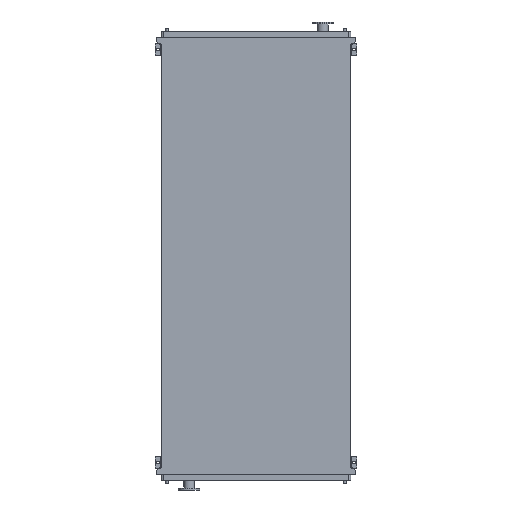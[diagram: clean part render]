
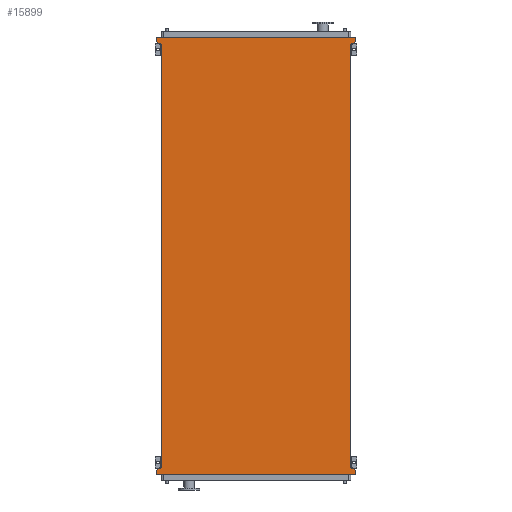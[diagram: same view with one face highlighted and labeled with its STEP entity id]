
A CAD part, front view. The second image highlights one B-rep face of the part: STEP entity #15899.
In plain terms, the highlighted planar face has unit normal (0, -1, 0).
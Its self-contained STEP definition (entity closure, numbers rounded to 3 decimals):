
#174 = CARTESIAN_POINT ( 'NONE',  ( 1011., 0., 95. ) ) ;
#731 = CARTESIAN_POINT ( 'NONE',  ( 965., 0., -4250. ) ) ;
#793 = CARTESIAN_POINT ( 'NONE',  ( 1011., 0., 53. ) ) ;
#1055 = CARTESIAN_POINT ( 'NONE',  ( 1011., 0., -4303. ) ) ;
#1088 = VERTEX_POINT ( 'NONE', #4796 ) ;
#1675 = CARTESIAN_POINT ( 'NONE',  ( -1011., 0., -4303. ) ) ;
#1938 = CARTESIAN_POINT ( 'NONE',  ( -1011., 0., 53. ) ) ;
#1956 = ORIENTED_EDGE ( 'NONE', *, *, #17595, .F. ) ;
#2079 = CARTESIAN_POINT ( 'NONE',  ( -1011., 0., 95. ) ) ;
#2557 = EDGE_CURVE ( 'NONE', #18943, #11567, #11679, .T. ) ;
#3045 = DIRECTION ( 'NONE',  ( 0.655, 0., 0.755 ) ) ;
#3086 = EDGE_CURVE ( 'NONE', #1088, #11186, #15130, .T. ) ;
#3096 = VECTOR ( 'NONE', #13946, 1000. ) ;
#3199 = CARTESIAN_POINT ( 'NONE',  ( -965., 0., -4250. ) ) ;
#3786 = VERTEX_POINT ( 'NONE', #731 ) ;
#4559 = ORIENTED_EDGE ( 'NONE', *, *, #6988, .F. ) ;
#4796 = CARTESIAN_POINT ( 'NONE',  ( -1011., 0., -4345. ) ) ;
#5080 = VECTOR ( 'NONE', #16538, 1000. ) ;
#5282 = EDGE_CURVE ( 'NONE', #3786, #11567, #7267, .T. ) ;
#5462 = LINE ( 'NONE', #1675, #13393 ) ;
#5472 = CARTESIAN_POINT ( 'NONE',  ( 1011., 0., -4345. ) ) ;
#5488 = VERTEX_POINT ( 'NONE', #7007 ) ;
#5549 = CARTESIAN_POINT ( 'NONE',  ( 965., 0., 0. ) ) ;
#5686 = LINE ( 'NONE', #5472, #16168 ) ;
#6261 = LINE ( 'NONE', #15500, #13723 ) ;
#6272 = ORIENTED_EDGE ( 'NONE', *, *, #3086, .F. ) ;
#6377 = ORIENTED_EDGE ( 'NONE', *, *, #11832, .F. ) ;
#6558 = VECTOR ( 'NONE', #13005, 1000. ) ;
#6988 = EDGE_CURVE ( 'NONE', #15781, #10161, #6261, .T. ) ;
#7007 = CARTESIAN_POINT ( 'NONE',  ( -965., 0., -4250. ) ) ;
#7255 = VECTOR ( 'NONE', #8062, 1000. ) ;
#7267 = LINE ( 'NONE', #12420, #14710 ) ;
#8062 = DIRECTION ( 'NONE',  ( -0.655, 0., -0.755 ) ) ;
#8154 = DIRECTION ( 'NONE',  ( 0., -1., 0. ) ) ;
#9059 = LINE ( 'NONE', #174, #5080 ) ;
#9099 = CARTESIAN_POINT ( 'NONE',  ( -1011., 0., -4303. ) ) ;
#9190 = CARTESIAN_POINT ( 'NONE',  ( -1011., 0., -4345. ) ) ;
#9594 = DIRECTION ( 'NONE',  ( -0.655, 0., 0.755 ) ) ;
#9943 = DIRECTION ( 'NONE',  ( 0., 0., 1. ) ) ;
#10161 = VERTEX_POINT ( 'NONE', #1938 ) ;
#10373 = EDGE_CURVE ( 'NONE', #11690, #1088, #5686, .T. ) ;
#10596 = VERTEX_POINT ( 'NONE', #11864 ) ;
#10599 = AXIS2_PLACEMENT_3D ( 'NONE', #17049, #8154, #18531 ) ;
#10640 = VECTOR ( 'NONE', #9943, 1000. ) ;
#10664 = LINE ( 'NONE', #16222, #18092 ) ;
#10921 = EDGE_LOOP ( 'NONE', ( #16972, #18309, #6377, #14701, #12579, #4559, #14565, #12171, #6272, #16265, #1956, #11075 ) ) ;
#10946 = PLANE ( 'NONE',  #10599 ) ;
#10993 = LINE ( 'NONE', #1055, #6558 ) ;
#11075 = ORIENTED_EDGE ( 'NONE', *, *, #13356, .F. ) ;
#11186 = VERTEX_POINT ( 'NONE', #9099 ) ;
#11235 = EDGE_CURVE ( 'NONE', #5488, #15781, #16994, .T. ) ;
#11567 = VERTEX_POINT ( 'NONE', #5549 ) ;
#11679 = LINE ( 'NONE', #18441, #7255 ) ;
#11690 = VERTEX_POINT ( 'NONE', #19017 ) ;
#11832 = EDGE_CURVE ( 'NONE', #12955, #18943, #9059, .T. ) ;
#11864 = CARTESIAN_POINT ( 'NONE',  ( 1011., 0., -4303. ) ) ;
#12114 = CARTESIAN_POINT ( 'NONE',  ( -965., 0., 0. ) ) ;
#12171 = ORIENTED_EDGE ( 'NONE', *, *, #15190, .F. ) ;
#12344 = CARTESIAN_POINT ( 'NONE',  ( 1011., 0., 95. ) ) ;
#12420 = CARTESIAN_POINT ( 'NONE',  ( 965., 0., -4250. ) ) ;
#12579 = ORIENTED_EDGE ( 'NONE', *, *, #19049, .F. ) ;
#12955 = VERTEX_POINT ( 'NONE', #12344 ) ;
#13005 = DIRECTION ( 'NONE',  ( 0., 0., -1. ) ) ;
#13036 = VECTOR ( 'NONE', #15123, 1000. ) ;
#13305 = DIRECTION ( 'NONE',  ( 0.655, 0., -0.755 ) ) ;
#13356 = EDGE_CURVE ( 'NONE', #3786, #10596, #10664, .T. ) ;
#13393 = VECTOR ( 'NONE', #3045, 1000. ) ;
#13723 = VECTOR ( 'NONE', #9594, 1000. ) ;
#13946 = DIRECTION ( 'NONE',  ( 1., 0., 0. ) ) ;
#14406 = DIRECTION ( 'NONE',  ( -1., 0., 0. ) ) ;
#14431 = CARTESIAN_POINT ( 'NONE',  ( -1011., 0., 53. ) ) ;
#14542 = LINE ( 'NONE', #2079, #3096 ) ;
#14565 = ORIENTED_EDGE ( 'NONE', *, *, #11235, .F. ) ;
#14701 = ORIENTED_EDGE ( 'NONE', *, *, #15349, .F. ) ;
#14710 = VECTOR ( 'NONE', #16834, 1000. ) ;
#15123 = DIRECTION ( 'NONE',  ( 0., 0., 1. ) ) ;
#15130 = LINE ( 'NONE', #9190, #19090 ) ;
#15190 = EDGE_CURVE ( 'NONE', #11186, #5488, #5462, .T. ) ;
#15349 = EDGE_CURVE ( 'NONE', #17491, #12955, #14542, .T. ) ;
#15500 = CARTESIAN_POINT ( 'NONE',  ( -965., 0., 0. ) ) ;
#15781 = VERTEX_POINT ( 'NONE', #12114 ) ;
#15899 = ADVANCED_FACE ( 'NONE', ( #18475 ), #10946, .T. ) ;
#16168 = VECTOR ( 'NONE', #14406, 1000. ) ;
#16222 = CARTESIAN_POINT ( 'NONE',  ( 965., 0., -4250. ) ) ;
#16265 = ORIENTED_EDGE ( 'NONE', *, *, #10373, .F. ) ;
#16538 = DIRECTION ( 'NONE',  ( 0., 0., -1. ) ) ;
#16834 = DIRECTION ( 'NONE',  ( 0., 0., 1. ) ) ;
#16972 = ORIENTED_EDGE ( 'NONE', *, *, #5282, .T. ) ;
#16994 = LINE ( 'NONE', #3199, #13036 ) ;
#17049 = CARTESIAN_POINT ( 'NONE',  ( -965., 0., -4250. ) ) ;
#17101 = CARTESIAN_POINT ( 'NONE',  ( -1011., 0., 95. ) ) ;
#17491 = VERTEX_POINT ( 'NONE', #17101 ) ;
#17595 = EDGE_CURVE ( 'NONE', #10596, #11690, #10993, .T. ) ;
#17607 = LINE ( 'NONE', #14431, #10640 ) ;
#18089 = DIRECTION ( 'NONE',  ( 0., 0., 1. ) ) ;
#18092 = VECTOR ( 'NONE', #13305, 1000. ) ;
#18309 = ORIENTED_EDGE ( 'NONE', *, *, #2557, .F. ) ;
#18441 = CARTESIAN_POINT ( 'NONE',  ( 1011., 0., 53. ) ) ;
#18475 = FACE_OUTER_BOUND ( 'NONE', #10921, .T. ) ;
#18531 = DIRECTION ( 'NONE',  ( 0., 0., -1. ) ) ;
#18943 = VERTEX_POINT ( 'NONE', #793 ) ;
#19017 = CARTESIAN_POINT ( 'NONE',  ( 1011., 0., -4345. ) ) ;
#19049 = EDGE_CURVE ( 'NONE', #10161, #17491, #17607, .T. ) ;
#19090 = VECTOR ( 'NONE', #18089, 1000. ) ;
